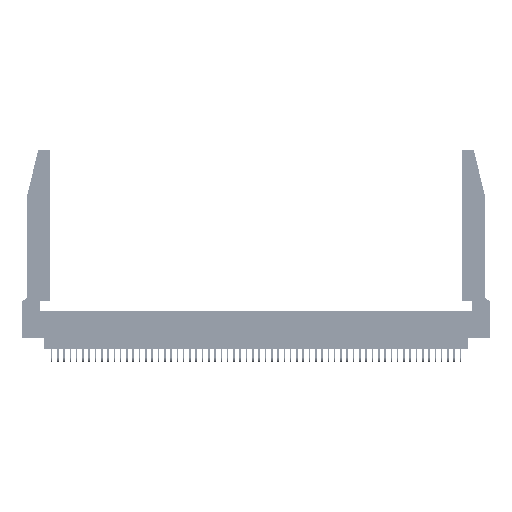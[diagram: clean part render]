
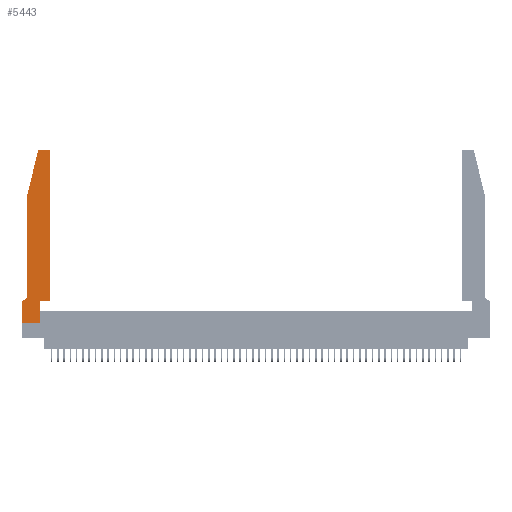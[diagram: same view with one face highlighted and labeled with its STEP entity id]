
A CAD part, top view. The second image highlights one B-rep face of the part: STEP entity #5443.
In plain terms, the highlighted planar face has unit normal (0, 0, 1).
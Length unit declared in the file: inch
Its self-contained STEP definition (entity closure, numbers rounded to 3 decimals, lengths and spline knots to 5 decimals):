
#172 = ORIENTED_EDGE ( 'NONE', *, *, #22467, .T. ) ;
#703 = VECTOR ( 'NONE', #12526, 39.37008 ) ;
#1419 = CARTESIAN_POINT ( 'NONE',  ( 0., 0.35, 0.37 ) ) ;
#1916 = DIRECTION ( 'NONE',  ( 1., 0., 0. ) ) ;
#1928 = CARTESIAN_POINT ( 'NONE',  ( 0., 0.35, 0.37 ) ) ;
#2013 = DIRECTION ( 'NONE',  ( -0.239, -0.971, 0. ) ) ;
#2093 = LINE ( 'NONE', #25210, #703 ) ;
#4215 = ORIENTED_EDGE ( 'NONE', *, *, #22506, .T. ) ;
#4538 = DIRECTION ( 'NONE',  ( 1., 0., 0. ) ) ;
#4772 = EDGE_CURVE ( 'NONE', #15225, #35965, #18710, .T. ) ;
#5223 = EDGE_CURVE ( 'NONE', #52504, #15225, #28607, .T. ) ;
#5443 = ADVANCED_FACE ( 'NONE', ( #7911 ), #18519, .T. ) ;
#5788 = DIRECTION ( 'NONE',  ( 1., 0., 0. ) ) ;
#5927 = VECTOR ( 'NONE', #33570, 39.37008 ) ;
#7911 = FACE_OUTER_BOUND ( 'NONE', #40301, .T. ) ;
#8278 = CARTESIAN_POINT ( 'NONE',  ( 0.4205, 2.75, 0.37 ) ) ;
#8351 = AXIS2_PLACEMENT_3D ( 'NONE', #50041, #24714, #54295 ) ;
#8513 = EDGE_CURVE ( 'NONE', #42071, #41963, #54745, .T. ) ;
#9704 = LINE ( 'NONE', #54982, #19782 ) ;
#9964 = CARTESIAN_POINT ( 'NONE',  ( 0.25487, 2.72718, 0.37 ) ) ;
#10402 = CARTESIAN_POINT ( 'NONE',  ( 0.4505, 2.72, 0.37 ) ) ;
#10814 = VERTEX_POINT ( 'NONE', #47369 ) ;
#12386 = ORIENTED_EDGE ( 'NONE', *, *, #36620, .T. ) ;
#12526 = DIRECTION ( 'NONE',  ( 0., -1., 0. ) ) ;
#13725 = CARTESIAN_POINT ( 'NONE',  ( 0.2605, 2.75, 0.37 ) ) ;
#15225 = VERTEX_POINT ( 'NONE', #50003 ) ;
#15287 = CARTESIAN_POINT ( 'NONE',  ( 0., 0., 0.37 ) ) ;
#15632 = ORIENTED_EDGE ( 'NONE', *, *, #4772, .T. ) ;
#17372 = VECTOR ( 'NONE', #4538, 39.37008 ) ;
#18213 = ORIENTED_EDGE ( 'NONE', *, *, #19188, .T. ) ;
#18445 = ORIENTED_EDGE ( 'NONE', *, *, #18511, .T. ) ;
#18511 = EDGE_CURVE ( 'NONE', #10814, #25867, #45242, .T. ) ;
#18519 = PLANE ( 'NONE',  #52659 ) ;
#18569 = CARTESIAN_POINT ( 'NONE',  ( 0.0055, 0.42, 0.37 ) ) ;
#18710 = LINE ( 'NONE', #21582, #17372 ) ;
#19071 = DIRECTION ( 'NONE',  ( -1., 0., 0. ) ) ;
#19188 = EDGE_CURVE ( 'NONE', #38783, #42071, #35928, .T. ) ;
#19771 = CIRCLE ( 'NONE', #23824, 0.07 ) ;
#19782 = VECTOR ( 'NONE', #33924, 39.37008 ) ;
#21582 = CARTESIAN_POINT ( 'NONE',  ( 0.4505, 0.35, 0.37 ) ) ;
#22261 = ORIENTED_EDGE ( 'NONE', *, *, #5223, .T. ) ;
#22467 = EDGE_CURVE ( 'NONE', #38219, #38783, #35016, .T. ) ;
#22506 = EDGE_CURVE ( 'NONE', #44534, #10814, #19771, .T. ) ;
#22834 = DIRECTION ( 'NONE',  ( -1., 0., 0. ) ) ;
#23705 = DIRECTION ( 'NONE',  ( 0., -1., 0. ) ) ;
#23824 = AXIS2_PLACEMENT_3D ( 'NONE', #18569, #48203, #22834 ) ;
#23855 = ORIENTED_EDGE ( 'NONE', *, *, #48279, .T. ) ;
#24714 = DIRECTION ( 'NONE',  ( 0., 0., 1. ) ) ;
#25137 = ORIENTED_EDGE ( 'NONE', *, *, #49822, .T. ) ;
#25210 = CARTESIAN_POINT ( 'NONE',  ( 0., 0., 0.37 ) ) ;
#25867 = VERTEX_POINT ( 'NONE', #1928 ) ;
#27041 = VECTOR ( 'NONE', #23705, 39.37008 ) ;
#27226 = EDGE_CURVE ( 'NONE', #25867, #28148, #2093, .T. ) ;
#27546 = DIRECTION ( 'NONE',  ( 0., 0., 1. ) ) ;
#28148 = VERTEX_POINT ( 'NONE', #31601 ) ;
#28276 = ORIENTED_EDGE ( 'NONE', *, *, #43897, .T. ) ;
#28607 = LINE ( 'NONE', #29302, #5927 ) ;
#29302 = CARTESIAN_POINT ( 'NONE',  ( 0.2865, 0.35, 0.37 ) ) ;
#29342 = AXIS2_PLACEMENT_3D ( 'NONE', #52869, #27546, #1916 ) ;
#31335 = DIRECTION ( 'NONE',  ( 0., 0., 1. ) ) ;
#31601 = CARTESIAN_POINT ( 'NONE',  ( 0., 0., 0.37 ) ) ;
#32300 = ORIENTED_EDGE ( 'NONE', *, *, #27226, .T. ) ;
#33570 = DIRECTION ( 'NONE',  ( 0., 1., 0. ) ) ;
#33924 = DIRECTION ( 'NONE',  ( 0., 1., 0. ) ) ;
#34016 = VECTOR ( 'NONE', #19071, 39.37008 ) ;
#35016 = LINE ( 'NONE', #13725, #54860 ) ;
#35928 = CIRCLE ( 'NONE', #29342, 0.03 ) ;
#35937 = CARTESIAN_POINT ( 'NONE',  ( 0.0755, 0.35, 0.37 ) ) ;
#35965 = VERTEX_POINT ( 'NONE', #42101 ) ;
#36620 = EDGE_CURVE ( 'NONE', #35965, #41481, #9704, .T. ) ;
#37950 = CIRCLE ( 'NONE', #8351, 0.03 ) ;
#38219 = VERTEX_POINT ( 'NONE', #8278 ) ;
#38783 = VERTEX_POINT ( 'NONE', #46085 ) ;
#39613 = LINE ( 'NONE', #53287, #27041 ) ;
#40205 = CARTESIAN_POINT ( 'NONE',  ( 0.0755, 2., 0.37 ) ) ;
#40301 = EDGE_LOOP ( 'NONE', ( #172, #18213, #52416, #23855, #4215, #18445, #32300, #25137, #22261, #15632, #12386, #28276 ) ) ;
#41481 = VERTEX_POINT ( 'NONE', #10402 ) ;
#41963 = VERTEX_POINT ( 'NONE', #47662 ) ;
#42071 = VERTEX_POINT ( 'NONE', #9964 ) ;
#42101 = CARTESIAN_POINT ( 'NONE',  ( 0.4505, 0.35, 0.37 ) ) ;
#43483 = VECTOR ( 'NONE', #2013, 39.37008 ) ;
#43897 = EDGE_CURVE ( 'NONE', #41481, #38219, #37950, .T. ) ;
#44534 = VERTEX_POINT ( 'NONE', #46283 ) ;
#44747 = DIRECTION ( 'NONE',  ( 1., 0., 0. ) ) ;
#45242 = LINE ( 'NONE', #35937, #34016 ) ;
#46085 = CARTESIAN_POINT ( 'NONE',  ( 0.284, 2.75, 0.37 ) ) ;
#46283 = CARTESIAN_POINT ( 'NONE',  ( 0.0755, 0.42, 0.37 ) ) ;
#47369 = CARTESIAN_POINT ( 'NONE',  ( 0.0055, 0.35, 0.37 ) ) ;
#47662 = CARTESIAN_POINT ( 'NONE',  ( 0.0755, 2., 0.37 ) ) ;
#48203 = DIRECTION ( 'NONE',  ( 0., 0., -1. ) ) ;
#48279 = EDGE_CURVE ( 'NONE', #41963, #44534, #39613, .T. ) ;
#49822 = EDGE_CURVE ( 'NONE', #28148, #52504, #53390, .T. ) ;
#50003 = CARTESIAN_POINT ( 'NONE',  ( 0.2865, 0.35, 0.37 ) ) ;
#50041 = CARTESIAN_POINT ( 'NONE',  ( 0.4205, 2.72, 0.37 ) ) ;
#51903 = DIRECTION ( 'NONE',  ( -1., 0., 0. ) ) ;
#52069 = VECTOR ( 'NONE', #44747, 39.37008 ) ;
#52416 = ORIENTED_EDGE ( 'NONE', *, *, #8513, .T. ) ;
#52504 = VERTEX_POINT ( 'NONE', #52526 ) ;
#52526 = CARTESIAN_POINT ( 'NONE',  ( 0.2865, 0., 0.37 ) ) ;
#52659 = AXIS2_PLACEMENT_3D ( 'NONE', #1419, #31335, #5788 ) ;
#52869 = CARTESIAN_POINT ( 'NONE',  ( 0.284, 2.72, 0.37 ) ) ;
#53287 = CARTESIAN_POINT ( 'NONE',  ( 0.0755, 2., 0.37 ) ) ;
#53390 = LINE ( 'NONE', #15287, #52069 ) ;
#54295 = DIRECTION ( 'NONE',  ( 1., 0., 0. ) ) ;
#54745 = LINE ( 'NONE', #40205, #43483 ) ;
#54860 = VECTOR ( 'NONE', #51903, 39.37008 ) ;
#54982 = CARTESIAN_POINT ( 'NONE',  ( 0.4505, 0.35, 0.37 ) ) ;
